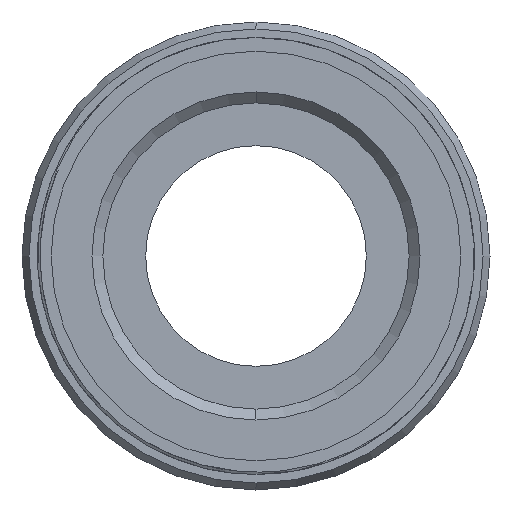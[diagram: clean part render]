
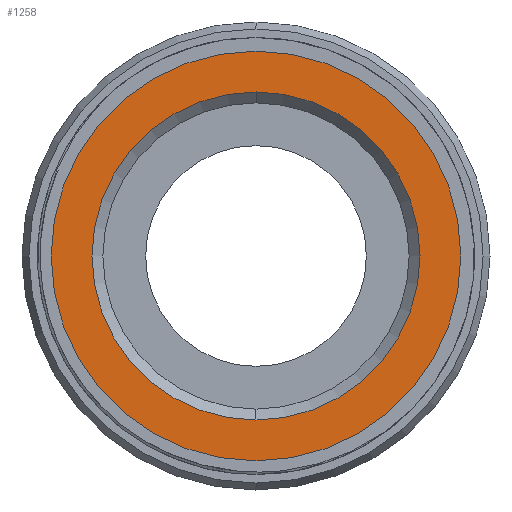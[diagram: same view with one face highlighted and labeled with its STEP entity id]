
A CAD part, left-side view. The second image highlights one B-rep face of the part: STEP entity #1258.
In plain terms, the highlighted planar face has unit normal (-1, 0, 0).
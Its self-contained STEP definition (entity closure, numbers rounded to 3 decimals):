
#91 = PLANE ( 'NONE',  #1380 ) ;
#140 = DIRECTION ( 'NONE',  ( 1., 0., 0. ) ) ;
#235 = EDGE_CURVE ( 'NONE', #2370, #2607, #2584, .T. ) ;
#286 = DIRECTION ( 'NONE',  ( 0., 0., -1. ) ) ;
#317 = ORIENTED_EDGE ( 'NONE', *, *, #1791, .T. ) ;
#365 = CARTESIAN_POINT ( 'NONE',  ( -6.75, 0., -9.375 ) ) ;
#535 = FACE_BOUND ( 'NONE', #583, .T. ) ;
#544 = FACE_OUTER_BOUND ( 'NONE', #611, .T. ) ;
#583 = EDGE_LOOP ( 'NONE', ( #317, #632 ) ) ;
#611 = EDGE_LOOP ( 'NONE', ( #1300, #1532 ) ) ;
#621 = VERTEX_POINT ( 'NONE', #1483 ) ;
#632 = ORIENTED_EDGE ( 'NONE', *, *, #235, .T. ) ;
#679 = CARTESIAN_POINT ( 'NONE',  ( -6.75, 0., 0. ) ) ;
#680 = AXIS2_PLACEMENT_3D ( 'NONE', #2377, #2782, #2793 ) ;
#760 = CIRCLE ( 'NONE', #2041, 7.507 ) ;
#944 = AXIS2_PLACEMENT_3D ( 'NONE', #679, #1579, #2480 ) ;
#980 = CARTESIAN_POINT ( 'NONE',  ( -6.75, 0., 0. ) ) ;
#1258 = ADVANCED_FACE ( 'NONE', ( #535, #544 ), #91, .F. ) ;
#1300 = ORIENTED_EDGE ( 'NONE', *, *, #1327, .T. ) ;
#1327 = EDGE_CURVE ( 'NONE', #621, #2364, #1612, .T. ) ;
#1329 = AXIS2_PLACEMENT_3D ( 'NONE', #980, #2551, #286 ) ;
#1373 = CARTESIAN_POINT ( 'NONE',  ( -6.75, 0., 0. ) ) ;
#1380 = AXIS2_PLACEMENT_3D ( 'NONE', #2140, #140, #1883 ) ;
#1396 = DIRECTION ( 'NONE',  ( 0., 0., -1. ) ) ;
#1483 = CARTESIAN_POINT ( 'NONE',  ( -6.75, 0., 9.375 ) ) ;
#1532 = ORIENTED_EDGE ( 'NONE', *, *, #2049, .T. ) ;
#1579 = DIRECTION ( 'NONE',  ( -1., 0., 0. ) ) ;
#1612 = CIRCLE ( 'NONE', #680, 9.375 ) ;
#1781 = CARTESIAN_POINT ( 'NONE',  ( -6.75, 0., 7.507 ) ) ;
#1791 = EDGE_CURVE ( 'NONE', #2607, #2370, #760, .T. ) ;
#1840 = DIRECTION ( 'NONE',  ( 1., 0., 0. ) ) ;
#1856 = CIRCLE ( 'NONE', #944, 9.375 ) ;
#1883 = DIRECTION ( 'NONE',  ( 0., 0., -1. ) ) ;
#2041 = AXIS2_PLACEMENT_3D ( 'NONE', #1373, #1840, #1396 ) ;
#2049 = EDGE_CURVE ( 'NONE', #2364, #621, #1856, .T. ) ;
#2140 = CARTESIAN_POINT ( 'NONE',  ( -6.75, 0., 0. ) ) ;
#2166 = CARTESIAN_POINT ( 'NONE',  ( -6.75, 0., -7.507 ) ) ;
#2364 = VERTEX_POINT ( 'NONE', #365 ) ;
#2370 = VERTEX_POINT ( 'NONE', #2166 ) ;
#2377 = CARTESIAN_POINT ( 'NONE',  ( -6.75, 0., 0. ) ) ;
#2480 = DIRECTION ( 'NONE',  ( 0., 0., 1. ) ) ;
#2551 = DIRECTION ( 'NONE',  ( 1., 0., 0. ) ) ;
#2584 = CIRCLE ( 'NONE', #1329, 7.507 ) ;
#2607 = VERTEX_POINT ( 'NONE', #1781 ) ;
#2782 = DIRECTION ( 'NONE',  ( -1., 0., 0. ) ) ;
#2793 = DIRECTION ( 'NONE',  ( 0., 0., 1. ) ) ;
